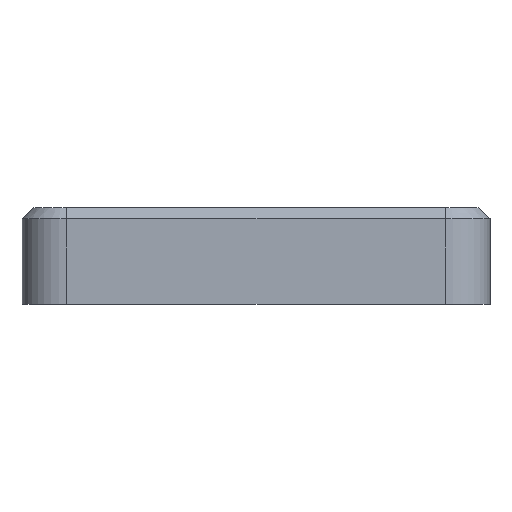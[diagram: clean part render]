
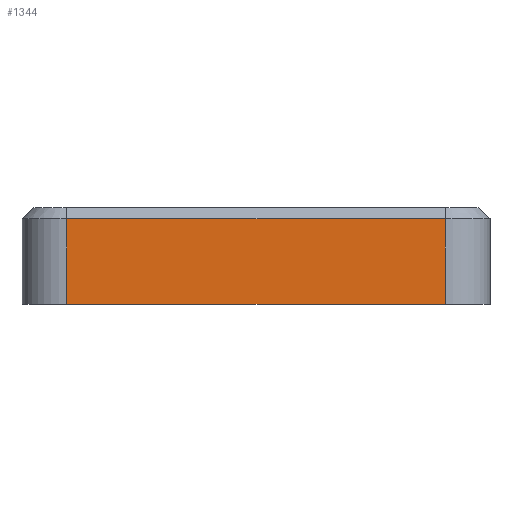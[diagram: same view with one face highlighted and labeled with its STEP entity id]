
A CAD part, left-side view. The second image highlights one B-rep face of the part: STEP entity #1344.
In plain terms, the highlighted planar face has unit normal (-1, 0, 0).
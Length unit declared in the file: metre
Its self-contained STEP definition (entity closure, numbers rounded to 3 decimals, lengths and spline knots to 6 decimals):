
#170=ORIENTED_EDGE('',*,*,#556,.T.);
#171=ORIENTED_EDGE('',*,*,#558,.T.);
#172=ORIENTED_EDGE('',*,*,#559,.F.);
#173=ORIENTED_EDGE('',*,*,#560,.F.);
#556=EDGE_CURVE('',#748,#747,#866,.F.);
#558=EDGE_CURVE('',#747,#749,#867,.T.);
#559=EDGE_CURVE('',#750,#749,#868,.T.);
#560=EDGE_CURVE('',#748,#750,#869,.T.);
#747=VERTEX_POINT('',#2103);
#748=VERTEX_POINT('',#2105);
#749=VERTEX_POINT('',#2109);
#750=VERTEX_POINT('',#2111);
#866=LINE('',#2104,#1029);
#867=LINE('',#2108,#1030);
#868=LINE('',#2110,#1031);
#869=LINE('',#2112,#1032);
#1029=VECTOR('',#1657,1.);
#1030=VECTOR('',#1662,1.);
#1031=VECTOR('',#1663,1.);
#1032=VECTOR('',#1664,1.);
#1129=EDGE_LOOP('',(#170,#171,#172,#173));
#1216=FACE_BOUND('',#1129,.T.);
#1289=PLANE('',#1445);
#1344=ADVANCED_FACE('',(#1216),#1289,.F.);
#1445=AXIS2_PLACEMENT_3D('',#2107,#1660,#1661);
#1657=DIRECTION('',(0.,0.,-1.));
#1660=DIRECTION('',(1.,0.,0.));
#1661=DIRECTION('',(0.,0.,-1.));
#1662=DIRECTION('',(0.,1.,0.));
#1663=DIRECTION('',(0.,0.,1.));
#1664=DIRECTION('',(0.,1.,0.));
#2103=CARTESIAN_POINT('',(-0.034,-0.02552,0.011));
#2104=CARTESIAN_POINT('',(-0.034,-0.02552,-0.0025));
#2105=CARTESIAN_POINT('',(-0.034,-0.02552,-0.0005));
#2107=CARTESIAN_POINT('',(-0.034,-0.00002,-0.0025));
#2108=CARTESIAN_POINT('',(-0.034,-0.00002,0.011));
#2109=CARTESIAN_POINT('',(-0.034,0.02548,0.011));
#2110=CARTESIAN_POINT('',(-0.034,0.02548,-0.0025));
#2111=CARTESIAN_POINT('',(-0.034,0.02548,-0.0005));
#2112=CARTESIAN_POINT('',(-0.034,-0.00002,-0.0005));
